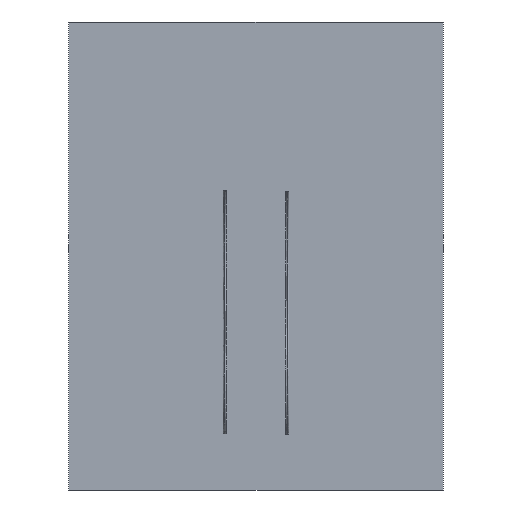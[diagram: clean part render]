
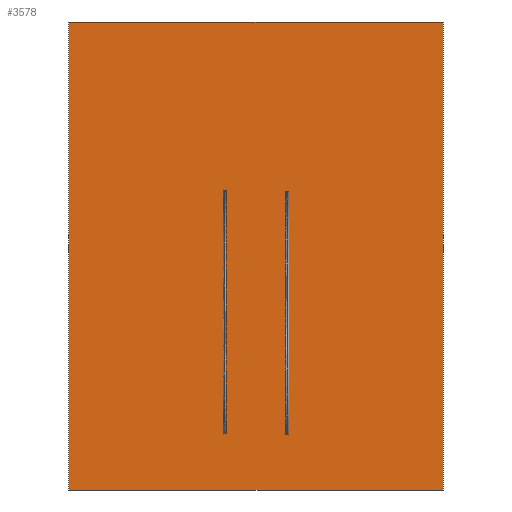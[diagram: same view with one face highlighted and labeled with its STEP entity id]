
A CAD part, front view. The second image highlights one B-rep face of the part: STEP entity #3578.
In plain terms, the highlighted planar face has unit normal (0, -1, 0).
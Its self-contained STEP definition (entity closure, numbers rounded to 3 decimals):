
#72 = EDGE_CURVE ( 'NONE', #3200, #2978, #752, .T. ) ;
#112 = CARTESIAN_POINT ( 'NONE',  ( -10., 0., -56.4 ) ) ;
#114 = EDGE_CURVE ( 'NONE', #753, #3021, #3704, .T. ) ;
#120 = CARTESIAN_POINT ( 'NONE',  ( 10.484, 0., -56.708 ) ) ;
#185 = CARTESIAN_POINT ( 'NONE',  ( -9.482, 0., -56.716 ) ) ;
#223 = CARTESIAN_POINT ( 'NONE',  ( -9.539, 0., -57.025 ) ) ;
#232 = CARTESIAN_POINT ( 'NONE',  ( 9.542, 0., -57.091 ) ) ;
#269 = EDGE_CURVE ( 'NONE', #2461, #3200, #1640, .T. ) ;
#319 = CARTESIAN_POINT ( 'NONE',  ( 10.379, 0., -56.587 ) ) ;
#358 = CARTESIAN_POINT ( 'NONE',  ( -60., 0., 75. ) ) ;
#364 = CARTESIAN_POINT ( 'NONE',  ( 10.519, 0., -56.785 ) ) ;
#373 = VECTOR ( 'NONE', #3409, 1000. ) ;
#489 = DIRECTION ( 'NONE',  ( 0., 0., -1. ) ) ;
#492 = CARTESIAN_POINT ( 'NONE',  ( -9.494, 0., -56.958 ) ) ;
#496 = CARTESIAN_POINT ( 'NONE',  ( -10.506, 0., -56.955 ) ) ;
#500 = ORIENTED_EDGE ( 'NONE', *, *, #3123, .T. ) ;
#543 = CARTESIAN_POINT ( 'NONE',  ( 9.69, 0., -56.539 ) ) ;
#574 = FACE_BOUND ( 'NONE', #3414, .T. ) ;
#614 = ORIENTED_EDGE ( 'NONE', *, *, #114, .T. ) ;
#627 = VERTEX_POINT ( 'NONE', #2580 ) ;
#701 = CARTESIAN_POINT ( 'NONE',  ( 10.08, 0., -56.466 ) ) ;
#724 = CARTESIAN_POINT ( 'NONE',  ( 60., 0., -75. ) ) ;
#741 = CARTESIAN_POINT ( 'NONE',  ( -10.16, 0., -56.414 ) ) ;
#752 = LINE ( 'NONE', #1497, #2967 ) ;
#753 = VERTEX_POINT ( 'NONE', #2852 ) ;
#759 = CARTESIAN_POINT ( 'NONE',  ( -0.197, 0., -57.057 ) ) ;
#772 = DIRECTION ( 'NONE',  ( 1., 0., -0.003 ) ) ;
#784 = B_SPLINE_CURVE_WITH_KNOTS ( 'NONE', 3,
 ( #3791, #1111, #1960, #2570, #2862, #838, #185, #1665, #492, #2588 ),
 .UNSPECIFIED., .F., .F.,
 ( 4, 2, 2, 2, 4 ),
 ( 0.001, 0.001, 0.001, 0.002, 0.002 ),
 .UNSPECIFIED. ) ;
#837 = EDGE_CURVE ( 'NONE', #1365, #3021, #1594, .T. ) ;
#838 = CARTESIAN_POINT ( 'NONE',  ( -9.517, 0., -56.641 ) ) ;
#843 = CARTESIAN_POINT ( 'NONE',  ( 9.839, 0., -56.48 ) ) ;
#870 = DIRECTION ( 'NONE',  ( 0., 1., 0. ) ) ;
#887 = EDGE_CURVE ( 'NONE', #2978, #2050, #2430, .T. ) ;
#949 = DIRECTION ( 'NONE',  ( 0., 0., 1. ) ) ;
#969 = CARTESIAN_POINT ( 'NONE',  ( 10., 0., -56.466 ) ) ;
#1000 = EDGE_CURVE ( 'NONE', #2050, #2461, #1464, .T. ) ;
#1055 = B_SPLINE_CURVE_WITH_KNOTS ( 'NONE', 3,
 ( #232, #2007, #2332, #2606, #1132, #3187, #543, #843, #2912, #3642 ),
 .UNSPECIFIED., .F., .F.,
 ( 4, 2, 2, 2, 4 ),
 ( 0., 0., 0., 0.001, 0.001 ),
 .UNSPECIFIED. ) ;
#1109 = CARTESIAN_POINT ( 'NONE',  ( 10.457, 0., -57.094 ) ) ;
#1111 = CARTESIAN_POINT ( 'NONE',  ( -9.92, 0., -56.4 ) ) ;
#1115 = DIRECTION ( 'NONE',  ( 1., 0., 0. ) ) ;
#1132 = CARTESIAN_POINT ( 'NONE',  ( 9.515, 0., -56.706 ) ) ;
#1136 = FACE_OUTER_BOUND ( 'NONE', #1516, .T. ) ;
#1170 = DIRECTION ( 'NONE',  ( 0., 0., 1. ) ) ;
#1174 = ORIENTED_EDGE ( 'NONE', *, *, #1000, .F. ) ;
#1345 = CARTESIAN_POINT ( 'NONE',  ( -10.378, 0., -56.518 ) ) ;
#1361 = CARTESIAN_POINT ( 'NONE',  ( -60., 0., -75. ) ) ;
#1365 = VERTEX_POINT ( 'NONE', #1447 ) ;
#1413 = ORIENTED_EDGE ( 'NONE', *, *, #72, .F. ) ;
#1430 = CARTESIAN_POINT ( 'NONE',  ( 10.31, 0., -56.541 ) ) ;
#1447 = CARTESIAN_POINT ( 'NONE',  ( 9.542, 0., -57.091 ) ) ;
#1464 = LINE ( 'NONE', #2593, #2739 ) ;
#1477 = CARTESIAN_POINT ( 'NONE',  ( 0., 0., 0. ) ) ;
#1497 = CARTESIAN_POINT ( 'NONE',  ( 60., 0., -75. ) ) ;
#1516 = EDGE_LOOP ( 'NONE', ( #1413, #2691, #1174, #2112 ) ) ;
#1594 = LINE ( 'NONE', #759, #3527 ) ;
#1627 = CARTESIAN_POINT ( 'NONE',  ( -10.461, 0., -57.022 ) ) ;
#1640 = LINE ( 'NONE', #3112, #2661 ) ;
#1665 = CARTESIAN_POINT ( 'NONE',  ( -9.47, 0., -56.878 ) ) ;
#1906 = FACE_BOUND ( 'NONE', #2396, .T. ) ;
#1944 = EDGE_CURVE ( 'NONE', #627, #2583, #1977, .T. ) ;
#1960 = CARTESIAN_POINT ( 'NONE',  ( -9.84, 0., -56.415 ) ) ;
#1977 = B_SPLINE_CURVE_WITH_KNOTS ( 'NONE', 3,
 ( #1627, #496, #3140, #2244, #3104, #1345, #2518, #741, #3693, #3393 ),
 .UNSPECIFIED., .F., .F.,
 ( 4, 2, 2, 2, 4 ),
 ( 0., 0., 0., 0.001, 0.001 ),
 .UNSPECIFIED. ) ;
#2007 = CARTESIAN_POINT ( 'NONE',  ( 9.496, 0., -57.024 ) ) ;
#2016 = PLANE ( 'NONE',  #3484 ) ;
#2050 = VERTEX_POINT ( 'NONE', #3114 ) ;
#2112 = ORIENTED_EDGE ( 'NONE', *, *, #887, .F. ) ;
#2207 = CARTESIAN_POINT ( 'NONE',  ( 10.16, 0., -56.481 ) ) ;
#2244 = CARTESIAN_POINT ( 'NONE',  ( -10.519, 0., -56.716 ) ) ;
#2276 = EDGE_CURVE ( 'NONE', #627, #3148, #3773, .T. ) ;
#2301 = CARTESIAN_POINT ( 'NONE',  ( 10.504, 0., -57.027 ) ) ;
#2332 = CARTESIAN_POINT ( 'NONE',  ( 9.471, 0., -56.944 ) ) ;
#2396 = EDGE_LOOP ( 'NONE', ( #3275, #2886, #500 ) ) ;
#2414 = DIRECTION ( 'NONE',  ( 1., 0., -0.003 ) ) ;
#2430 = LINE ( 'NONE', #1361, #373 ) ;
#2461 = VERTEX_POINT ( 'NONE', #358 ) ;
#2518 = CARTESIAN_POINT ( 'NONE',  ( -10.309, 0., -56.473 ) ) ;
#2542 = CARTESIAN_POINT ( 'NONE',  ( 10.457, 0., -57.094 ) ) ;
#2570 = CARTESIAN_POINT ( 'NONE',  ( -9.692, 0., -56.475 ) ) ;
#2580 = CARTESIAN_POINT ( 'NONE',  ( -10.461, 0., -57.022 ) ) ;
#2583 = VERTEX_POINT ( 'NONE', #112 ) ;
#2588 = CARTESIAN_POINT ( 'NONE',  ( -9.539, 0., -57.025 ) ) ;
#2593 = CARTESIAN_POINT ( 'NONE',  ( -60., 0., -75. ) ) ;
#2606 = CARTESIAN_POINT ( 'NONE',  ( 9.48, 0., -56.784 ) ) ;
#2661 = VECTOR ( 'NONE', #1115, 1000. ) ;
#2691 = ORIENTED_EDGE ( 'NONE', *, *, #269, .F. ) ;
#2711 = CARTESIAN_POINT ( 'NONE',  ( -0.197, 0., -57.057 ) ) ;
#2739 = VECTOR ( 'NONE', #949, 1000. ) ;
#2850 = CARTESIAN_POINT ( 'NONE',  ( 10.529, 0., -56.947 ) ) ;
#2852 = CARTESIAN_POINT ( 'NONE',  ( 10., 0., -56.466 ) ) ;
#2862 = CARTESIAN_POINT ( 'NONE',  ( -9.623, 0., -56.52 ) ) ;
#2886 = ORIENTED_EDGE ( 'NONE', *, *, #1944, .T. ) ;
#2907 = CARTESIAN_POINT ( 'NONE',  ( 60., 0., 75. ) ) ;
#2912 = CARTESIAN_POINT ( 'NONE',  ( 9.919, 0., -56.466 ) ) ;
#2967 = VECTOR ( 'NONE', #489, 1000. ) ;
#2978 = VERTEX_POINT ( 'NONE', #724 ) ;
#3021 = VERTEX_POINT ( 'NONE', #1109 ) ;
#3104 = CARTESIAN_POINT ( 'NONE',  ( -10.483, 0., -56.639 ) ) ;
#3112 = CARTESIAN_POINT ( 'NONE',  ( -60., 0., 75. ) ) ;
#3114 = CARTESIAN_POINT ( 'NONE',  ( -60., 0., -75. ) ) ;
#3123 = EDGE_CURVE ( 'NONE', #2583, #3148, #784, .T. ) ;
#3140 = CARTESIAN_POINT ( 'NONE',  ( -10.53, 0., -56.875 ) ) ;
#3148 = VERTEX_POINT ( 'NONE', #223 ) ;
#3187 = CARTESIAN_POINT ( 'NONE',  ( 9.62, 0., -56.584 ) ) ;
#3200 = VERTEX_POINT ( 'NONE', #2907 ) ;
#3251 = VECTOR ( 'NONE', #2414, 1000. ) ;
#3275 = ORIENTED_EDGE ( 'NONE', *, *, #2276, .F. ) ;
#3393 = CARTESIAN_POINT ( 'NONE',  ( -10., 0., -56.4 ) ) ;
#3409 = DIRECTION ( 'NONE',  ( -1., 0., 0. ) ) ;
#3414 = EDGE_LOOP ( 'NONE', ( #3638, #3546, #614 ) ) ;
#3484 = AXIS2_PLACEMENT_3D ( 'NONE', #1477, #870, #1170 ) ;
#3527 = VECTOR ( 'NONE', #772, 1000. ) ;
#3546 = ORIENTED_EDGE ( 'NONE', *, *, #3658, .T. ) ;
#3578 = ADVANCED_FACE ( 'NONE', ( #1906, #1136, #574 ), #2016, .F. ) ;
#3638 = ORIENTED_EDGE ( 'NONE', *, *, #837, .F. ) ;
#3642 = CARTESIAN_POINT ( 'NONE',  ( 10., 0., -56.466 ) ) ;
#3658 = EDGE_CURVE ( 'NONE', #1365, #753, #1055, .T. ) ;
#3693 = CARTESIAN_POINT ( 'NONE',  ( -10.08, 0., -56.4 ) ) ;
#3704 = B_SPLINE_CURVE_WITH_KNOTS ( 'NONE', 3,
 ( #969, #701, #2207, #1430, #319, #120, #364, #2850, #2301, #2542 ),
 .UNSPECIFIED., .F., .F.,
 ( 4, 2, 2, 2, 4 ),
 ( 0.001, 0.001, 0.001, 0.002, 0.002 ),
 .UNSPECIFIED. ) ;
#3773 = LINE ( 'NONE', #2711, #3251 ) ;
#3791 = CARTESIAN_POINT ( 'NONE',  ( -10., 0., -56.4 ) ) ;
